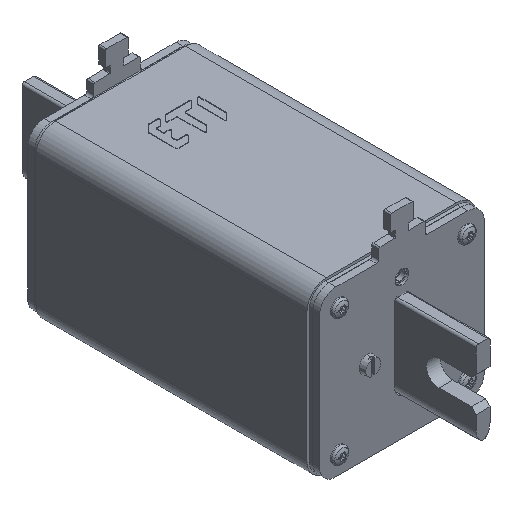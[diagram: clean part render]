
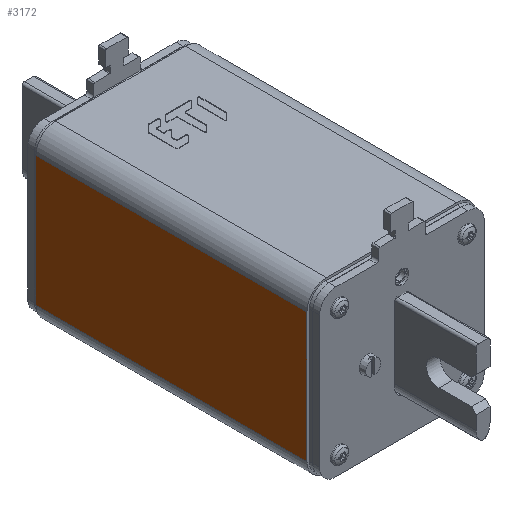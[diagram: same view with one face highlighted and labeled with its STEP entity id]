
A CAD part, isometric view. The second image highlights one B-rep face of the part: STEP entity #3172.
In plain terms, the highlighted face is planar.
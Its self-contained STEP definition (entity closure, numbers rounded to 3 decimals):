
#143=DIRECTION('',(0.,1.,0.));
#144=VECTOR('',#143,56.);
#145=CARTESIAN_POINT('',(-58.5,-28.,-36.5));
#146=LINE('',#145,#144);
#661=DIRECTION('',(-1.,0.,0.));
#662=VECTOR('',#661,117.);
#663=CARTESIAN_POINT('',(58.5,-28.,-36.5));
#664=LINE('',#663,#662);
#668=DIRECTION('',(-1.,0.,0.));
#669=VECTOR('',#668,117.);
#670=CARTESIAN_POINT('',(58.5,28.,-36.5));
#671=LINE('',#670,#669);
#728=DIRECTION('',(0.,1.,0.));
#729=VECTOR('',#728,56.);
#730=CARTESIAN_POINT('',(58.5,-28.,-36.5));
#731=LINE('',#730,#729);
#2455=CARTESIAN_POINT('',(-58.5,-28.,-36.5));
#2457=VERTEX_POINT('',#2455);
#2461=CARTESIAN_POINT('',(58.5,-28.,-36.5));
#2462=VERTEX_POINT('',#2461);
#2464=CARTESIAN_POINT('',(-58.5,28.,-36.5));
#2466=VERTEX_POINT('',#2464);
#2467=CARTESIAN_POINT('',(58.5,28.,-36.5));
#2468=VERTEX_POINT('',#2467);
#3160=CARTESIAN_POINT('',(-58.5,-36.5,-36.5));
#3161=DIRECTION('',(0.,0.,-1.));
#3162=DIRECTION('',(0.,1.,0.));
#3163=AXIS2_PLACEMENT_3D('',#3160,#3161,#3162);
#3164=PLANE('',#3163);
#3165=ORIENTED_EDGE('',*,*,#2920,.F.);
#3167=ORIENTED_EDGE('',*,*,#3166,.T.);
#3168=ORIENTED_EDGE('',*,*,#3145,.T.);
#3169=ORIENTED_EDGE('',*,*,#2862,.F.);
#3170=EDGE_LOOP('',(#3165,#3167,#3168,#3169));
#3171=FACE_OUTER_BOUND('',#3170,.F.);
#2862=EDGE_CURVE('',#2457,#2466,#146,.T.);
#2920=EDGE_CURVE('',#2462,#2457,#664,.T.);
#3145=EDGE_CURVE('',#2468,#2466,#671,.T.);
#3166=EDGE_CURVE('',#2462,#2468,#731,.T.);
#3172=ADVANCED_FACE('',(#3171),#3164,.T.);
